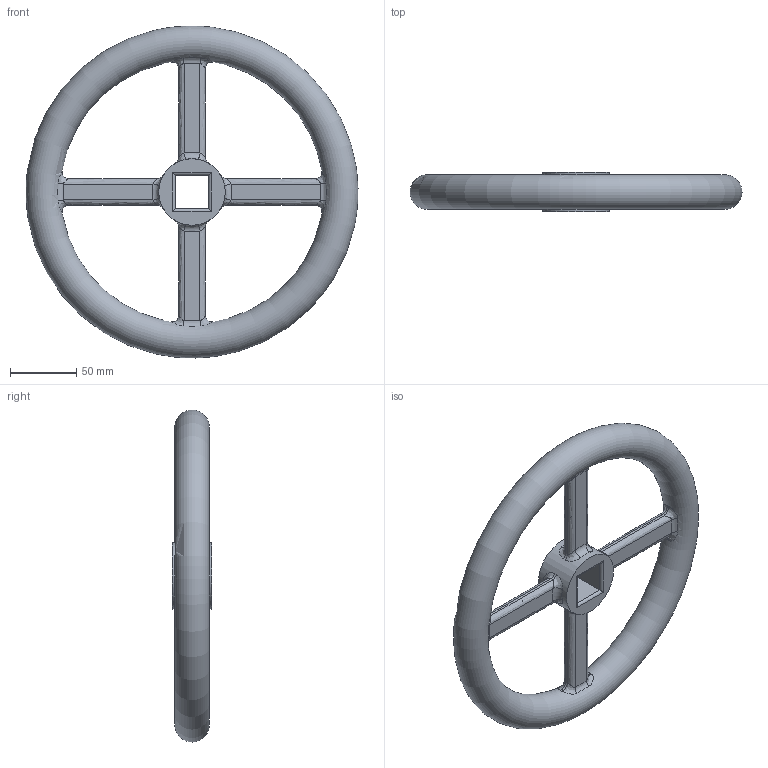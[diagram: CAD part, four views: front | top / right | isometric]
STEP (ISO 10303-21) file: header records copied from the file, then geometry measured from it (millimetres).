
FILE_DESCRIPTION (( 'STEP AP214' ), '1' );
FILE_NAME ('Hand Wheel.STEP', '2025-02-18T17:59:34', ( '' ), ( '' ), 'SwSTEP 2.0', 'SolidWorks 2025', '' );
FILE_SCHEMA (( 'AUTOMOTIVE_DESIGN' ));
Length unit declared in the file: millimetre
Products named in the file (1): Hand Wheel
Bounding box: 249.94 x 30 x 249.94 mm (x, y, z)
Volume: 470870.1 mm3; surface area: 81729.4 mm2
Topology: 1 solids, 1 shells, 112 faces, 268 edges, 157 vertices
Faces by surface type: bspline 56, plane 22, cylinder 17, torus 17
Full cylindrical faces by diameter (mm): 50 x1
Entity records: 6915 total; most frequent: CARTESIAN_POINT 4665, ORIENTED_EDGE 524, DIRECTION 378, EDGE_CURVE 262, AXIS2_PLACEMENT_3D 155, VERTEX_POINT 154, EDGE_LOOP 122, ADVANCED_FACE 112
